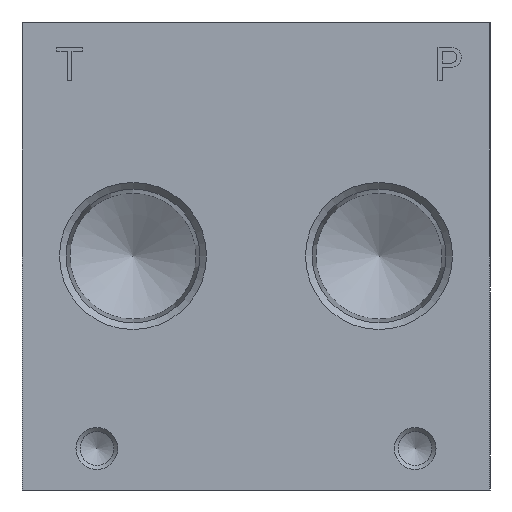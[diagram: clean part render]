
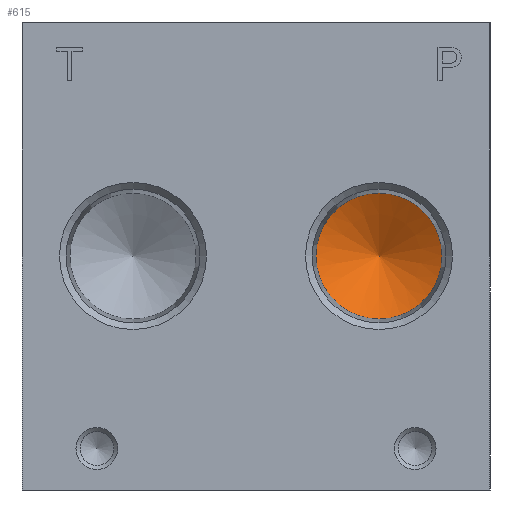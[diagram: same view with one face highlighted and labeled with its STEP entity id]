
A CAD part, left-side view. The second image highlights one B-rep face of the part: STEP entity #615.
In plain terms, the highlighted conical face has half-angle 60.93 degrees and reference radius 11.971 mm.
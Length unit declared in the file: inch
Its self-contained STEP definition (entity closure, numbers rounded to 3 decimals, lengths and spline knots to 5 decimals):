
#615 = ADVANCED_FACE( '', ( #1503, #1504 ), #1505, .F. );
#1503 = FACE_BOUND( '', #2646, .T. );
#1504 = FACE_OUTER_BOUND( '', #2647, .T. );
#1505 = CONICAL_SURFACE( '', #2648, 0.4713, 1.063 );
#2646 = VERTEX_LOOP( '', #4496 );
#2647 = EDGE_LOOP( '', ( #4497 ) );
#2648 = AXIS2_PLACEMENT_3D( '', #4498, #4499, #4500 );
#4496 = VERTEX_POINT( '', #6791 );
#4497 = ORIENTED_EDGE( '', *, *, #6792, .F. );
#4498 = CARTESIAN_POINT( '', ( 0.981, 0.83, 1.75 ) );
#4499 = DIRECTION( '', ( -1., 0., 0. ) );
#4500 = DIRECTION( '', ( 0., 0., 1. ) );
#6791 = CARTESIAN_POINT( '', ( 1.243, 0.83, 1.75 ) );
#6792 = EDGE_CURVE( '', #8284, #8284, #8285, .T. );
#8284 = VERTEX_POINT( '', #10302 );
#8285 = CIRCLE( '', #10303, 0.4713 );
#10302 = CARTESIAN_POINT( '', ( 0.981, 0.83, 1.2787 ) );
#10303 = AXIS2_PLACEMENT_3D( '', #11839, #11840, #11841 );
#11839 = CARTESIAN_POINT( '', ( 0.981, 0.83, 1.75 ) );
#11840 = DIRECTION( '', ( 1., 0., 0. ) );
#11841 = DIRECTION( '', ( 0., 0., -1. ) );
